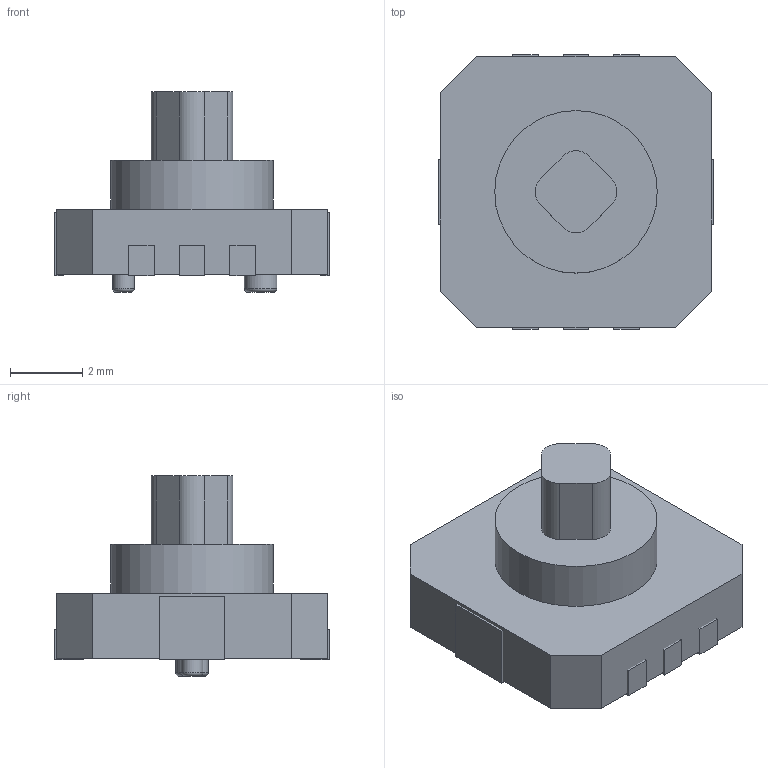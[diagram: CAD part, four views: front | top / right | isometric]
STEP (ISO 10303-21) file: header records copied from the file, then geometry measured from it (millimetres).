
FILE_DESCRIPTION(/* description */ (''),/* implementation_level */ '2;1');
FILE_NAME(/* name */ 'TSX073G50D-250 v1.step',/* time_stamp */ '2021-08-04T14:15:21+02:00',/* author */ (''),/* organization */ (''),/* preprocessor_version */ 'ST-DEVELOPER v18.1',/* originating_system */ 'Autodesk Translation Framework v10.9.0.1377',/* authorisation */ '');
FILE_SCHEMA (('AUTOMOTIVE_DESIGN { 1 0 10303 214 3 1 1 }'));
Length unit declared in the file: metre
Products named in the file (10): TSX073G50D-250; Part 7; Part 1; Part 3; Part 9; Part 5; Part 8; Part 2; Part 4; Part 6
Assembly tree (9 placements, depth 2):
  TSX073G50D-250
    Part 7
    Part 1
    Part 3
    Part 9
    Part 5
    Part 8
    Part 2
    Part 4
    Part 6
Bounding box: 7.6 x 7.6 x 5.55 mm (x, y, z)
Volume: 130.4 mm3; surface area: 230.4 mm2
Topology: 9 solids, 9 shells, 75 faces, 159 edges, 106 vertices
Faces by surface type: plane 66, cylinder 7, torus 2
Full cylindrical faces by diameter (mm): 0.6 x1, 0.9 x1, 4.5 x1
Entity records: 2350 total; most frequent: DIRECTION 369, CARTESIAN_POINT 360, ORIENTED_EDGE 318, EDGE_CURVE 159, LINE 139, VECTOR 139, AXIS2_PLACEMENT_3D 115, VERTEX_POINT 106
